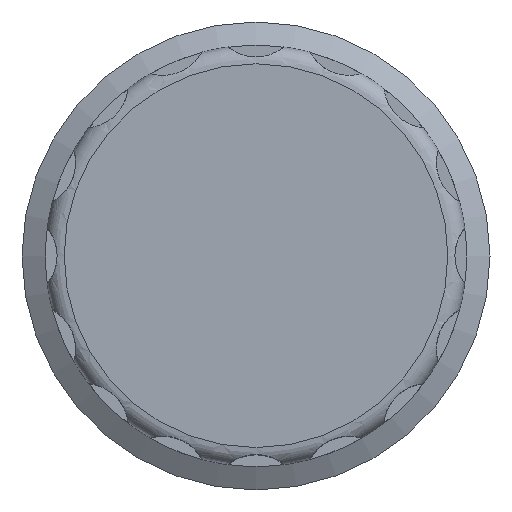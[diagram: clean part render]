
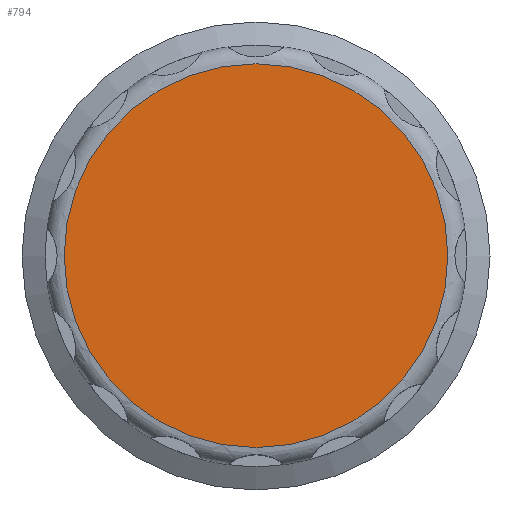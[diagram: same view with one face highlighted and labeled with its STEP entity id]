
A CAD part, top view. The second image highlights one B-rep face of the part: STEP entity #794.
In plain terms, the highlighted planar face has unit normal (0, 0, 1).
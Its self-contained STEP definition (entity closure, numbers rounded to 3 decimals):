
#111=CIRCLE('',#884,20.5);
#162=FACE_OUTER_BOUND('',#216,.T.);
#216=EDGE_LOOP('',(#724));
#375=VERTEX_POINT('',#1684);
#487=EDGE_CURVE('',#375,#375,#111,.T.);
#724=ORIENTED_EDGE('',*,*,#487,.T.);
#748=PLANE('',#900);
#794=ADVANCED_FACE('',(#162),#748,.T.);
#884=AXIS2_PLACEMENT_3D('',#1685,#1117,#1118);
#900=AXIS2_PLACEMENT_3D('',#1731,#1149,#1150);
#1117=DIRECTION('center_axis',(0.,0.,1.));
#1118=DIRECTION('ref_axis',(1.,0.,0.));
#1149=DIRECTION('center_axis',(0.,0.,1.));
#1150=DIRECTION('ref_axis',(1.,0.,0.));
#1684=CARTESIAN_POINT('',(20.5,0.,20.));
#1685=CARTESIAN_POINT('Origin',(0.,0.,20.));
#1731=CARTESIAN_POINT('Origin',(10.25,0.,20.));
